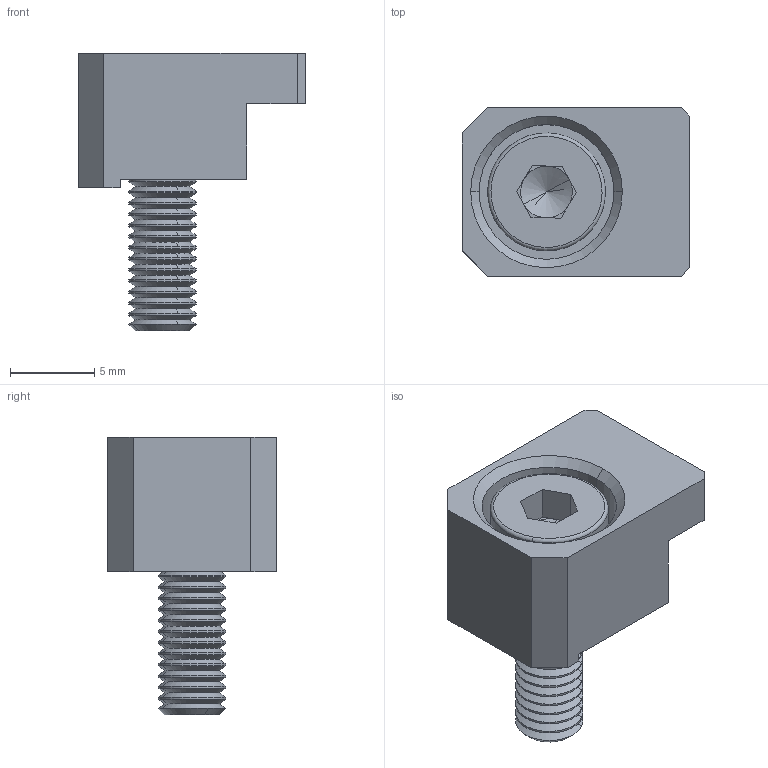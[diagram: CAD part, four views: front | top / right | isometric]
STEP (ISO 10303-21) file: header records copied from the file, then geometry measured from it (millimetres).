
FILE_DESCRIPTION (( 'STEP AP214' ), '1' );
FILE_NAME ('WHYK.STEP', '2021-07-16T09:27:42', ( 'User' ), ( 'china' ), 'SwSTEP 2.0', 'SolidWorks 2016', '' );
FILE_SCHEMA (( 'AUTOMOTIVE_DESIGN' ));
Length unit declared in the file: millimetre
Products named in the file (3): FCLP; socket head cap screw_bsi_ISO 4762 M4 x 12 --- 12S; WHYK
Assembly tree (2 placements, depth 2):
  WHYK
    FCLP
    socket head cap screw_bsi_ISO 4762 M4 x 12 --- 12S
Bounding box: 13.5 x 10 x 16.5 mm (x, y, z)
Volume: 837.8 mm3; surface area: 1092.6 mm2
Topology: 2 solids, 2 shells, 154 faces, 394 edges, 247 vertices
Faces by surface type: cone 66, cylinder 44, plane 40, torus 4
Entity records: 4804 total; most frequent: DIRECTION 908, CARTESIAN_POINT 798, ORIENTED_EDGE 784, EDGE_CURVE 392, AXIS2_PLACEMENT_3D 357, VERTEX_POINT 247, CIRCLE 198, LINE 194
